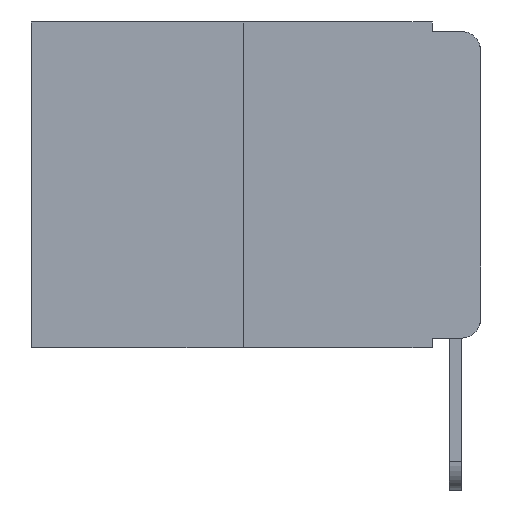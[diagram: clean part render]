
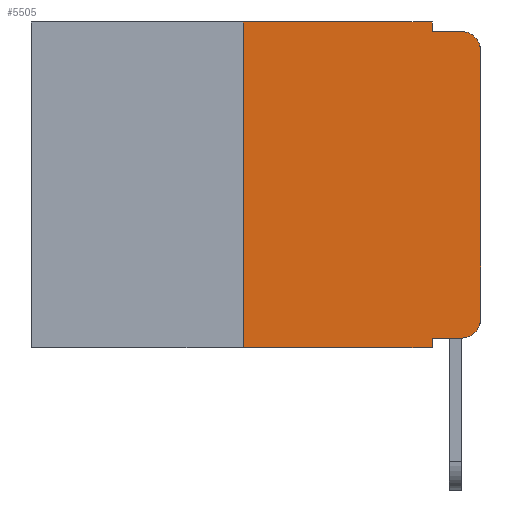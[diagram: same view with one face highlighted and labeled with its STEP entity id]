
A CAD part, left-side view. The second image highlights one B-rep face of the part: STEP entity #5505.
In plain terms, the highlighted planar face has unit normal (-1, 0, 0).
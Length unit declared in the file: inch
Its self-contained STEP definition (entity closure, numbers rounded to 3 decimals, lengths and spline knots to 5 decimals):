
#117 = AXIS2_PLACEMENT_3D ( 'NONE', #9138, #12229, #5916 ) ;
#297 = VECTOR ( 'NONE', #9826, 39.37008 ) ;
#323 = LINE ( 'NONE', #7728, #6330 ) ;
#435 = ORIENTED_EDGE ( 'NONE', *, *, #7837, .F. ) ;
#532 = LINE ( 'NONE', #12204, #10027 ) ;
#854 = DIRECTION ( 'NONE',  ( 0., -1., 0. ) ) ;
#1060 = CARTESIAN_POINT ( 'NONE',  ( 0., 0.02, -0.01 ) ) ;
#1135 = DIRECTION ( 'NONE',  ( 0., 0., 1. ) ) ;
#1219 = LINE ( 'NONE', #12391, #12315 ) ;
#1252 = VERTEX_POINT ( 'NONE', #13438 ) ;
#1477 = VECTOR ( 'NONE', #10424, 39.37008 ) ;
#1514 = CARTESIAN_POINT ( 'NONE',  ( 0., 0.473, 0. ) ) ;
#1548 = EDGE_CURVE ( 'NONE', #1930, #4012, #323, .T. ) ;
#1600 = ORIENTED_EDGE ( 'NONE', *, *, #1548, .T. ) ;
#1930 = VERTEX_POINT ( 'NONE', #9743 ) ;
#1939 = ORIENTED_EDGE ( 'NONE', *, *, #13207, .T. ) ;
#2212 = DIRECTION ( 'NONE',  ( -1., 0., 0. ) ) ;
#2627 = EDGE_CURVE ( 'NONE', #6792, #9049, #3360, .T. ) ;
#2713 = VERTEX_POINT ( 'NONE', #11221 ) ;
#3360 = LINE ( 'NONE', #10576, #297 ) ;
#3567 = DIRECTION ( 'NONE',  ( 0., -1., 0. ) ) ;
#3617 = LINE ( 'NONE', #13051, #9399 ) ;
#3960 = EDGE_LOOP ( 'NONE', ( #1600, #1939, #4711, #5054, #435, #4597, #6972, #11058, #11596, #13494 ) ) ;
#4000 = LINE ( 'NONE', #1514, #9114 ) ;
#4012 = VERTEX_POINT ( 'NONE', #8315 ) ;
#4393 = CARTESIAN_POINT ( 'NONE',  ( 0., 0.02, -0.333 ) ) ;
#4409 = EDGE_CURVE ( 'NONE', #2713, #12660, #13704, .T. ) ;
#4597 = ORIENTED_EDGE ( 'NONE', *, *, #12874, .F. ) ;
#4711 = ORIENTED_EDGE ( 'NONE', *, *, #4725, .F. ) ;
#4725 = EDGE_CURVE ( 'NONE', #9049, #11350, #1219, .T. ) ;
#4739 = DIRECTION ( 'NONE',  ( 0., 0., -1. ) ) ;
#4750 = DIRECTION ( 'NONE',  ( 0., -1., 0. ) ) ;
#4964 = DIRECTION ( 'NONE',  ( 0., -1., 0. ) ) ;
#5054 = ORIENTED_EDGE ( 'NONE', *, *, #2627, .F. ) ;
#5162 = CARTESIAN_POINT ( 'NONE',  ( 0., 0.051, -0.01 ) ) ;
#5505 = ADVANCED_FACE ( 'NONE', ( #6819 ), #11277, .F. ) ;
#5615 = AXIS2_PLACEMENT_3D ( 'NONE', #8744, #2212, #9814 ) ;
#5645 = EDGE_CURVE ( 'NONE', #7610, #1930, #6618, .T. ) ;
#5916 = DIRECTION ( 'NONE',  ( 0., 0., -1. ) ) ;
#6330 = VECTOR ( 'NONE', #1135, 39.37008 ) ;
#6361 = DIRECTION ( 'NONE',  ( -1., 0., 0. ) ) ;
#6618 = CIRCLE ( 'NONE', #11857, 0.02 ) ;
#6646 = EDGE_CURVE ( 'NONE', #9430, #7610, #3617, .T. ) ;
#6792 = VERTEX_POINT ( 'NONE', #13516 ) ;
#6819 = FACE_OUTER_BOUND ( 'NONE', #3960, .T. ) ;
#6972 = ORIENTED_EDGE ( 'NONE', *, *, #4409, .T. ) ;
#7039 = LINE ( 'NONE', #12422, #1477 ) ;
#7610 = VERTEX_POINT ( 'NONE', #4393 ) ;
#7728 = CARTESIAN_POINT ( 'NONE',  ( 0., 0., 0. ) ) ;
#7837 = EDGE_CURVE ( 'NONE', #1252, #6792, #4000, .T. ) ;
#8289 = VECTOR ( 'NONE', #854, 39.37008 ) ;
#8315 = CARTESIAN_POINT ( 'NONE',  ( 0., 0., -0.03 ) ) ;
#8744 = CARTESIAN_POINT ( 'NONE',  ( 0., 0.02, -0.03 ) ) ;
#8997 = CIRCLE ( 'NONE', #5615, 0.02 ) ;
#9049 = VERTEX_POINT ( 'NONE', #5162 ) ;
#9072 = CARTESIAN_POINT ( 'NONE',  ( 0., 0.051, -0.343 ) ) ;
#9114 = VECTOR ( 'NONE', #4750, 39.37008 ) ;
#9138 = CARTESIAN_POINT ( 'NONE',  ( 0., 0.473, 0. ) ) ;
#9399 = VECTOR ( 'NONE', #3567, 39.37008 ) ;
#9430 = VERTEX_POINT ( 'NONE', #11086 ) ;
#9743 = CARTESIAN_POINT ( 'NONE',  ( 0., 0., -0.313 ) ) ;
#9814 = DIRECTION ( 'NONE',  ( 0., 0., -1. ) ) ;
#9826 = DIRECTION ( 'NONE',  ( 0., 0., -1. ) ) ;
#10027 = VECTOR ( 'NONE', #4739, 39.37008 ) ;
#10424 = DIRECTION ( 'NONE',  ( 0., 0., 1. ) ) ;
#10576 = CARTESIAN_POINT ( 'NONE',  ( 0., 0.051, 0. ) ) ;
#10906 = EDGE_CURVE ( 'NONE', #9430, #12660, #532, .T. ) ;
#11058 = ORIENTED_EDGE ( 'NONE', *, *, #10906, .F. ) ;
#11086 = CARTESIAN_POINT ( 'NONE',  ( 0., 0.051, -0.333 ) ) ;
#11221 = CARTESIAN_POINT ( 'NONE',  ( 0., 0.25, -0.343 ) ) ;
#11277 = PLANE ( 'NONE',  #117 ) ;
#11350 = VERTEX_POINT ( 'NONE', #1060 ) ;
#11596 = ORIENTED_EDGE ( 'NONE', *, *, #6646, .T. ) ;
#11857 = AXIS2_PLACEMENT_3D ( 'NONE', #12611, #6361, #13598 ) ;
#12204 = CARTESIAN_POINT ( 'NONE',  ( 0., 0.051, 0. ) ) ;
#12229 = DIRECTION ( 'NONE',  ( 1., 0., 0. ) ) ;
#12315 = VECTOR ( 'NONE', #4964, 39.37008 ) ;
#12391 = CARTESIAN_POINT ( 'NONE',  ( 0., 0.051, -0.01 ) ) ;
#12422 = CARTESIAN_POINT ( 'NONE',  ( 0., 0.25, 0. ) ) ;
#12611 = CARTESIAN_POINT ( 'NONE',  ( 0., 0.02, -0.313 ) ) ;
#12660 = VERTEX_POINT ( 'NONE', #9072 ) ;
#12874 = EDGE_CURVE ( 'NONE', #2713, #1252, #7039, .T. ) ;
#13051 = CARTESIAN_POINT ( 'NONE',  ( 0., 0.051, -0.333 ) ) ;
#13207 = EDGE_CURVE ( 'NONE', #4012, #11350, #8997, .T. ) ;
#13438 = CARTESIAN_POINT ( 'NONE',  ( 0., 0.25, 0. ) ) ;
#13494 = ORIENTED_EDGE ( 'NONE', *, *, #5645, .T. ) ;
#13516 = CARTESIAN_POINT ( 'NONE',  ( 0., 0.051, 0. ) ) ;
#13598 = DIRECTION ( 'NONE',  ( 0., 0., -1. ) ) ;
#13650 = CARTESIAN_POINT ( 'NONE',  ( 0., 0.473, -0.343 ) ) ;
#13704 = LINE ( 'NONE', #13650, #8289 ) ;
